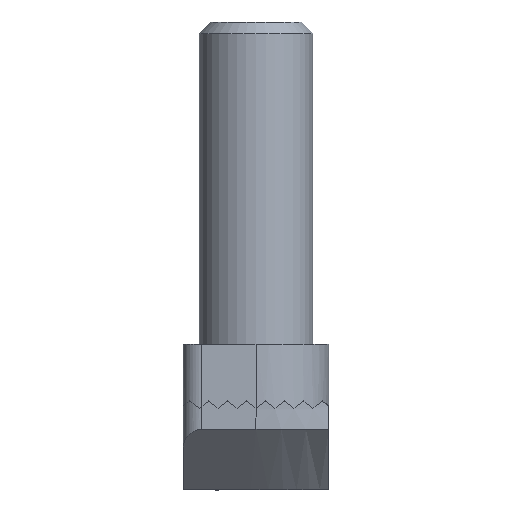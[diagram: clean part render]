
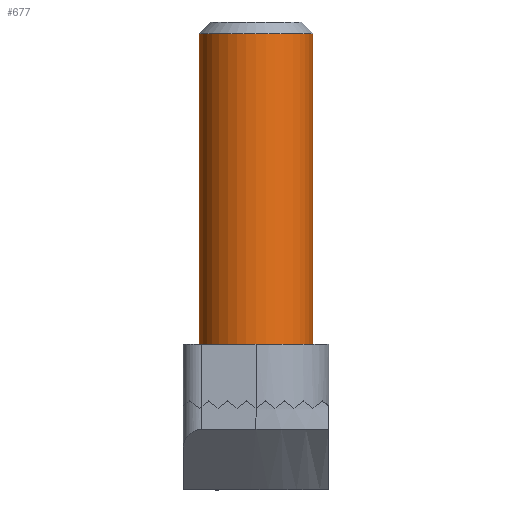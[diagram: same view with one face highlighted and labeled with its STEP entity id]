
A CAD part, front view. The second image highlights one B-rep face of the part: STEP entity #677.
In plain terms, the highlighted cylindrical face has radius 3 mm (diameter 6 mm), a partial arc.
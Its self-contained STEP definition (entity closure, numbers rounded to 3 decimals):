
#13 = DIRECTION ( 'NONE',  ( 0., 0., -1. ) ) ;
#78 = DIRECTION ( 'NONE',  ( -1., 0., 0. ) ) ;
#86 = LINE ( 'NONE', #1926, #779 ) ;
#215 = CARTESIAN_POINT ( 'NONE',  ( -3., 0., 19.387 ) ) ;
#235 = CARTESIAN_POINT ( 'NONE',  ( 3., 0., 3. ) ) ;
#370 = VERTEX_POINT ( 'NONE', #390 ) ;
#390 = CARTESIAN_POINT ( 'NONE',  ( 3., 0., 19.387 ) ) ;
#399 = FACE_OUTER_BOUND ( 'NONE', #2570, .T. ) ;
#458 = CARTESIAN_POINT ( 'NONE',  ( 0., 0., 3. ) ) ;
#463 = VERTEX_POINT ( 'NONE', #605 ) ;
#468 = CYLINDRICAL_SURFACE ( 'NONE', #2259, 3. ) ;
#605 = CARTESIAN_POINT ( 'NONE',  ( -3., 0., 3. ) ) ;
#606 = ORIENTED_EDGE ( 'NONE', *, *, #1111, .F. ) ;
#611 = DIRECTION ( 'NONE',  ( -1., 0., 0. ) ) ;
#666 = DIRECTION ( 'NONE',  ( -1., 0., 0. ) ) ;
#677 = ADVANCED_FACE ( 'NONE', ( #399 ), #468, .T. ) ;
#700 = CARTESIAN_POINT ( 'NONE',  ( 0., 0., 20. ) ) ;
#779 = VECTOR ( 'NONE', #2548, 1000. ) ;
#860 = LINE ( 'NONE', #2558, #1753 ) ;
#921 = AXIS2_PLACEMENT_3D ( 'NONE', #2076, #13, #611 ) ;
#959 = ORIENTED_EDGE ( 'NONE', *, *, #2117, .T. ) ;
#1002 = ORIENTED_EDGE ( 'NONE', *, *, #2326, .T. ) ;
#1111 = EDGE_CURVE ( 'NONE', #370, #2631, #86, .T. ) ;
#1332 = DIRECTION ( 'NONE',  ( 0., 0., -1. ) ) ;
#1336 = DIRECTION ( 'NONE',  ( 0., 0., -1. ) ) ;
#1591 = CIRCLE ( 'NONE', #921, 3. ) ;
#1753 = VECTOR ( 'NONE', #1336, 1000. ) ;
#1884 = EDGE_CURVE ( 'NONE', #463, #2631, #2206, .T. ) ;
#1894 = DIRECTION ( 'NONE',  ( 0., 0., 1. ) ) ;
#1920 = ORIENTED_EDGE ( 'NONE', *, *, #1884, .T. ) ;
#1926 = CARTESIAN_POINT ( 'NONE',  ( 3., 0., 20. ) ) ;
#1976 = AXIS2_PLACEMENT_3D ( 'NONE', #458, #1894, #666 ) ;
#2076 = CARTESIAN_POINT ( 'NONE',  ( 0., 0., 19.387 ) ) ;
#2117 = EDGE_CURVE ( 'NONE', #370, #2544, #1591, .T. ) ;
#2206 = CIRCLE ( 'NONE', #1976, 3. ) ;
#2259 = AXIS2_PLACEMENT_3D ( 'NONE', #700, #1332, #78 ) ;
#2326 = EDGE_CURVE ( 'NONE', #2544, #463, #860, .T. ) ;
#2544 = VERTEX_POINT ( 'NONE', #215 ) ;
#2548 = DIRECTION ( 'NONE',  ( 0., 0., -1. ) ) ;
#2558 = CARTESIAN_POINT ( 'NONE',  ( -3., 0., 20. ) ) ;
#2570 = EDGE_LOOP ( 'NONE', ( #606, #959, #1002, #1920 ) ) ;
#2631 = VERTEX_POINT ( 'NONE', #235 ) ;
